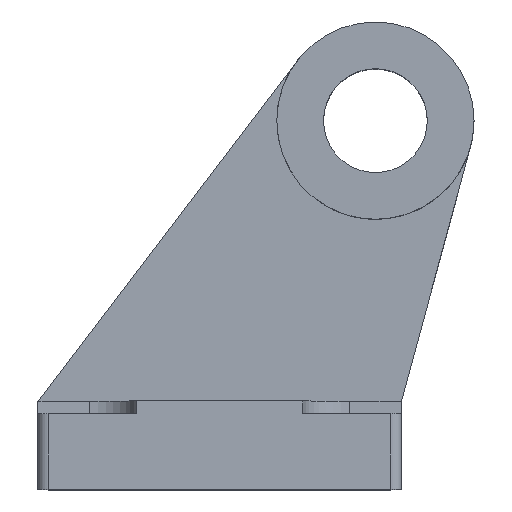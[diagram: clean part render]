
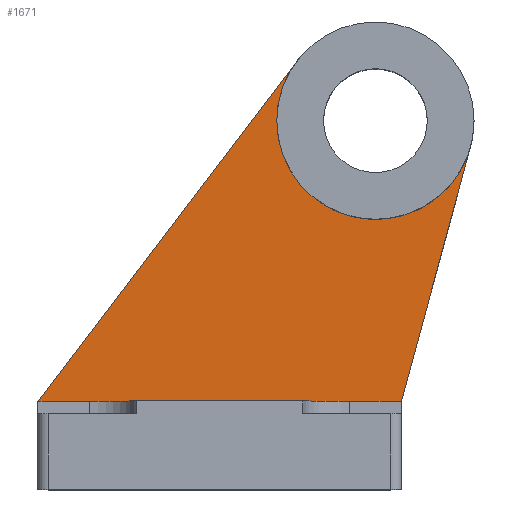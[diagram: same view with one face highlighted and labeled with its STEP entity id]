
A CAD part, top view. The second image highlights one B-rep face of the part: STEP entity #1671.
In plain terms, the highlighted planar face has unit normal (0, 0, 1).
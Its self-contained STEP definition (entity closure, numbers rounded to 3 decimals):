
#14 = DIRECTION ( 'NONE',  ( 0., 0., 1. ) ) ;
#22 = CARTESIAN_POINT ( 'NONE',  ( 11., 71., 10. ) ) ;
#84 = CIRCLE ( 'NONE', #1538, 19. ) ;
#108 = DIRECTION ( 'NONE',  ( 0., 0., 1. ) ) ;
#131 = CARTESIAN_POINT ( 'NONE',  ( 0., 0., 10. ) ) ;
#159 = DIRECTION ( 'NONE',  ( -1., 0., 0. ) ) ;
#201 = LINE ( 'NONE', #1100, #674 ) ;
#237 = DIRECTION ( 'NONE',  ( -1., 0., 0. ) ) ;
#240 = LINE ( 'NONE', #1027, #321 ) ;
#292 = CIRCLE ( 'NONE', #576, 19. ) ;
#321 = VECTOR ( 'NONE', #1429, 1000. ) ;
#335 = CARTESIAN_POINT ( 'NONE',  ( 35., 17., 10. ) ) ;
#337 = ORIENTED_EDGE ( 'NONE', *, *, #1336, .T. ) ;
#404 = CARTESIAN_POINT ( 'NONE',  ( 30., 71., 10. ) ) ;
#471 = EDGE_CURVE ( 'NONE', #954, #1680, #84, .T. ) ;
#554 = EDGE_CURVE ( 'NONE', #1680, #744, #292, .T. ) ;
#576 = AXIS2_PLACEMENT_3D ( 'NONE', #404, #14, #159 ) ;
#632 = ORIENTED_EDGE ( 'NONE', *, *, #471, .F. ) ;
#674 = VECTOR ( 'NONE', #959, 1000. ) ;
#722 = CARTESIAN_POINT ( 'NONE',  ( 14.884, 82.511, 10. ) ) ;
#744 = VERTEX_POINT ( 'NONE', #1498 ) ;
#782 = EDGE_LOOP ( 'NONE', ( #632, #1152, #337, #1343, #1574 ) ) ;
#954 = VERTEX_POINT ( 'NONE', #722 ) ;
#959 = DIRECTION ( 'NONE',  ( 1., 0., 0. ) ) ;
#1027 = CARTESIAN_POINT ( 'NONE',  ( 14.884, 82.511, 10. ) ) ;
#1040 = PLANE ( 'NONE',  #1060 ) ;
#1060 = AXIS2_PLACEMENT_3D ( 'NONE', #131, #1331, #1306 ) ;
#1100 = CARTESIAN_POINT ( 'NONE',  ( -35., 17., 10. ) ) ;
#1104 = VERTEX_POINT ( 'NONE', #335 ) ;
#1127 = CARTESIAN_POINT ( 'NONE',  ( -35., 17., 10. ) ) ;
#1152 = ORIENTED_EDGE ( 'NONE', *, *, #1286, .T. ) ;
#1219 = LINE ( 'NONE', #1228, #1422 ) ;
#1228 = CARTESIAN_POINT ( 'NONE',  ( 35., 17., 10. ) ) ;
#1286 = EDGE_CURVE ( 'NONE', #954, #1596, #240, .T. ) ;
#1299 = FACE_OUTER_BOUND ( 'NONE', #782, .T. ) ;
#1306 = DIRECTION ( 'NONE',  ( 0., -1., 0. ) ) ;
#1331 = DIRECTION ( 'NONE',  ( 0., 0., -1. ) ) ;
#1336 = EDGE_CURVE ( 'NONE', #1596, #1104, #201, .T. ) ;
#1343 = ORIENTED_EDGE ( 'NONE', *, *, #1384, .T. ) ;
#1384 = EDGE_CURVE ( 'NONE', #1104, #744, #1219, .T. ) ;
#1422 = VECTOR ( 'NONE', #1523, 1000. ) ;
#1427 = CARTESIAN_POINT ( 'NONE',  ( 30., 71., 10. ) ) ;
#1429 = DIRECTION ( 'NONE',  ( -0.606, -0.796, 0. ) ) ;
#1498 = CARTESIAN_POINT ( 'NONE',  ( 48.334, 66.012, 10. ) ) ;
#1523 = DIRECTION ( 'NONE',  ( 0.263, 0.965, 0. ) ) ;
#1538 = AXIS2_PLACEMENT_3D ( 'NONE', #1427, #108, #237 ) ;
#1574 = ORIENTED_EDGE ( 'NONE', *, *, #554, .F. ) ;
#1596 = VERTEX_POINT ( 'NONE', #1127 ) ;
#1671 = ADVANCED_FACE ( 'NONE', ( #1299 ), #1040, .F. ) ;
#1680 = VERTEX_POINT ( 'NONE', #22 ) ;
